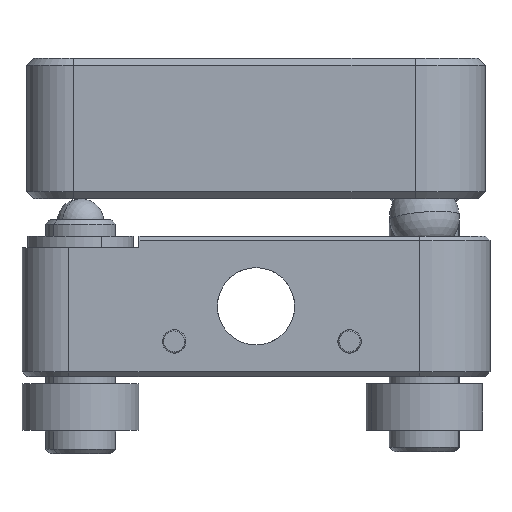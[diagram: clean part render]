
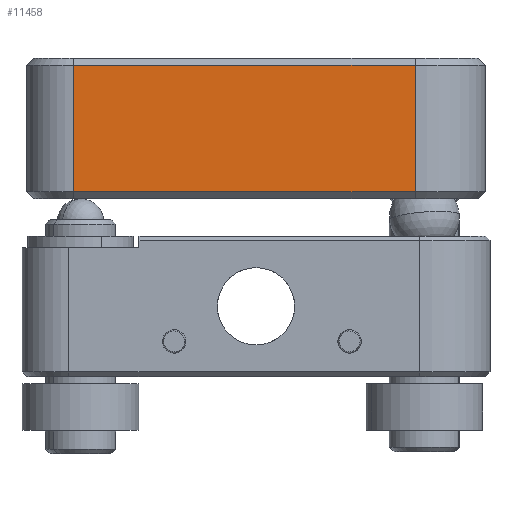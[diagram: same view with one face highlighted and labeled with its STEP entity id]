
A CAD part, front view. The second image highlights one B-rep face of the part: STEP entity #11458.
In plain terms, the highlighted planar face has unit normal (0, -1, 0).
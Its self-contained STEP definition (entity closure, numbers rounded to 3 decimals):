
#272 = EDGE_CURVE ( 'NONE', #11511, #2476, #7638, .T. ) ;
#884 = ORIENTED_EDGE ( 'NONE', *, *, #3037, .T. ) ;
#950 = CARTESIAN_POINT ( 'NONE',  ( -7.8, -9.8, -8.1 ) ) ;
#1770 = DIRECTION ( 'NONE',  ( 1., 0., 0. ) ) ;
#2002 = LINE ( 'NONE', #12463, #13044 ) ;
#2193 = VECTOR ( 'NONE', #11152, 1000. ) ;
#2476 = VERTEX_POINT ( 'NONE', #950 ) ;
#2530 = AXIS2_PLACEMENT_3D ( 'NONE', #8128, #14816, #7899 ) ;
#2892 = VECTOR ( 'NONE', #13550, 1000. ) ;
#3037 = EDGE_CURVE ( 'NONE', #11262, #9390, #11359, .T. ) ;
#4398 = EDGE_CURVE ( 'NONE', #9390, #11511, #11265, .T. ) ;
#5345 = DIRECTION ( 'NONE',  ( -1., 0., 0. ) ) ;
#5497 = CARTESIAN_POINT ( 'NONE',  ( 9.8, -9.8, -2.7 ) ) ;
#7638 = LINE ( 'NONE', #12513, #2193 ) ;
#7899 = DIRECTION ( 'NONE',  ( 0., 0., -1. ) ) ;
#8128 = CARTESIAN_POINT ( 'NONE',  ( 9.8, -9.8, -8.4 ) ) ;
#8211 = VECTOR ( 'NONE', #5345, 1000. ) ;
#8757 = ORIENTED_EDGE ( 'NONE', *, *, #272, .T. ) ;
#8796 = CARTESIAN_POINT ( 'NONE',  ( 6.8, -9.8, -2.7 ) ) ;
#8907 = CARTESIAN_POINT ( 'NONE',  ( 6.8, -9.8, -8.4 ) ) ;
#8933 = EDGE_LOOP ( 'NONE', ( #884, #14387, #8757, #14096 ) ) ;
#9190 = FACE_OUTER_BOUND ( 'NONE', #8933, .T. ) ;
#9272 = PLANE ( 'NONE',  #2530 ) ;
#9390 = VERTEX_POINT ( 'NONE', #8796 ) ;
#9773 = CARTESIAN_POINT ( 'NONE',  ( -7.8, -9.8, -2.7 ) ) ;
#11152 = DIRECTION ( 'NONE',  ( 0., 0., -1. ) ) ;
#11262 = VERTEX_POINT ( 'NONE', #13525 ) ;
#11265 = LINE ( 'NONE', #5497, #8211 ) ;
#11359 = LINE ( 'NONE', #8907, #2892 ) ;
#11458 = ADVANCED_FACE ( 'NONE', ( #9190 ), #9272, .F. ) ;
#11511 = VERTEX_POINT ( 'NONE', #9773 ) ;
#12402 = EDGE_CURVE ( 'NONE', #2476, #11262, #2002, .T. ) ;
#12463 = CARTESIAN_POINT ( 'NONE',  ( 6.8, -9.8, -8.1 ) ) ;
#12513 = CARTESIAN_POINT ( 'NONE',  ( -7.8, -9.8, -8.4 ) ) ;
#13044 = VECTOR ( 'NONE', #1770, 1000. ) ;
#13525 = CARTESIAN_POINT ( 'NONE',  ( 6.8, -9.8, -8.1 ) ) ;
#13550 = DIRECTION ( 'NONE',  ( 0., 0., 1. ) ) ;
#14096 = ORIENTED_EDGE ( 'NONE', *, *, #12402, .T. ) ;
#14387 = ORIENTED_EDGE ( 'NONE', *, *, #4398, .T. ) ;
#14816 = DIRECTION ( 'NONE',  ( 0., 1., 0. ) ) ;
